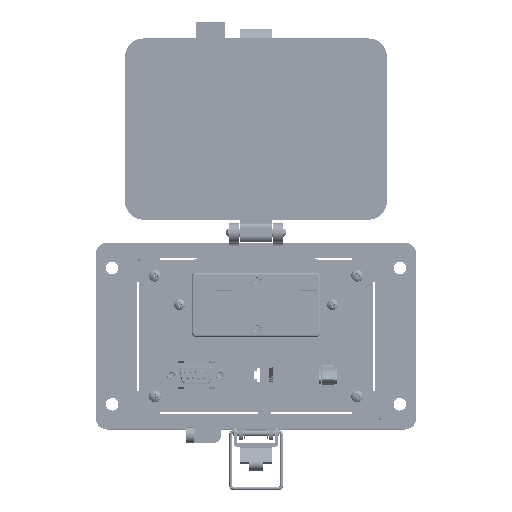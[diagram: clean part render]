
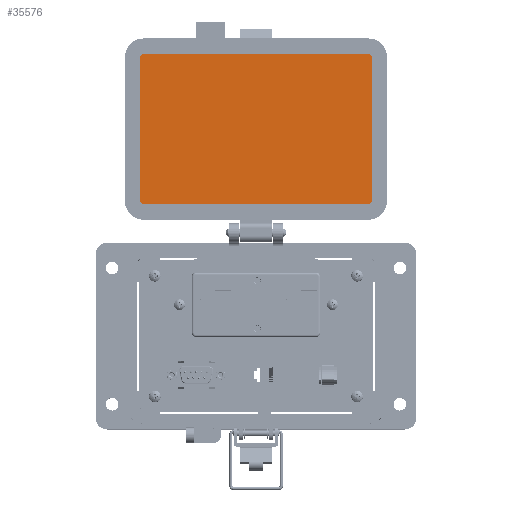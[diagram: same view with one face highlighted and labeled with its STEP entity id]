
A CAD part, top view. The second image highlights one B-rep face of the part: STEP entity #35576.
In plain terms, the highlighted planar face has unit normal (0, 0, 1).
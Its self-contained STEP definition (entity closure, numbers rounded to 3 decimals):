
#282 = CARTESIAN_POINT ( 'NONE',  ( -57.72, 143.334, 8.694 ) ) ;
#1198 = EDGE_CURVE ( 'NONE', #35400, #110335, #111388, .T. ) ;
#5613 = CARTESIAN_POINT ( 'NONE',  ( -59.505, 143.334, 8.694 ) ) ;
#7787 = VERTEX_POINT ( 'NONE', #223596 ) ;
#11878 = VERTEX_POINT ( 'NONE', #116935 ) ;
#14486 = LINE ( 'NONE', #80515, #229026 ) ;
#24827 = LINE ( 'NONE', #242220, #55974 ) ;
#24929 = CARTESIAN_POINT ( 'NONE',  ( -57.72, 67.765, 8.694 ) ) ;
#34414 = ORIENTED_EDGE ( 'NONE', *, *, #125812, .F. ) ;
#35400 = VERTEX_POINT ( 'NONE', #200364 ) ;
#35576 = ADVANCED_FACE ( 'NONE', ( #150581 ), #70482, .T. ) ;
#37183 = DIRECTION ( 'NONE',  ( 0., 0., -1. ) ) ;
#41419 = VERTEX_POINT ( 'NONE', #160582 ) ;
#54446 = DIRECTION ( 'NONE',  ( 0., -1., 0. ) ) ;
#54668 = DIRECTION ( 'NONE',  ( 0., -1., 0. ) ) ;
#55560 = ORIENTED_EDGE ( 'NONE', *, *, #224692, .F. ) ;
#55974 = VECTOR ( 'NONE', #240941, 1000. ) ;
#58171 = AXIS2_PLACEMENT_3D ( 'NONE', #171493, #148646, #54446 ) ;
#62941 = VERTEX_POINT ( 'NONE', #242734 ) ;
#70482 = PLANE ( 'NONE',  #149063 ) ;
#77222 = EDGE_CURVE ( 'NONE', #82778, #135264, #159751, .T. ) ;
#80515 = CARTESIAN_POINT ( 'NONE',  ( 59.502, 69.55, 8.694 ) ) ;
#82778 = VERTEX_POINT ( 'NONE', #237390 ) ;
#87497 = AXIS2_PLACEMENT_3D ( 'NONE', #247995, #152606, #54668 ) ;
#90805 = DIRECTION ( 'NONE',  ( 0., 0., 1. ) ) ;
#95459 = CARTESIAN_POINT ( 'NONE',  ( 57.717, 67.765, 8.694 ) ) ;
#95534 = ORIENTED_EDGE ( 'NONE', *, *, #242803, .F. ) ;
#96430 = EDGE_LOOP ( 'NONE', ( #112827, #34414, #95534, #55560, #244570, #101182, #172257, #163739 ) ) ;
#97693 = CARTESIAN_POINT ( 'NONE',  ( 57.717, 69.55, 8.694 ) ) ;
#98340 = DIRECTION ( 'NONE',  ( 0., -1., 0. ) ) ;
#101026 = DIRECTION ( 'NONE',  ( 0., 1., 0. ) ) ;
#101182 = ORIENTED_EDGE ( 'NONE', *, *, #118344, .F. ) ;
#103570 = CARTESIAN_POINT ( 'NONE',  ( 59.502, 143.334, 8.694 ) ) ;
#110335 = VERTEX_POINT ( 'NONE', #95459 ) ;
#111244 = CIRCLE ( 'NONE', #131557, 1.785 ) ;
#111388 = CIRCLE ( 'NONE', #200783, 1.785 ) ;
#112386 = CARTESIAN_POINT ( 'NONE',  ( -30.745, 145.119, 8.694 ) ) ;
#112827 = ORIENTED_EDGE ( 'NONE', *, *, #158724, .F. ) ;
#114768 = DIRECTION ( 'NONE',  ( 0., -1., 0. ) ) ;
#116935 = CARTESIAN_POINT ( 'NONE',  ( -57.72, 67.765, 8.694 ) ) ;
#118344 = EDGE_CURVE ( 'NONE', #135264, #35400, #14486, .T. ) ;
#125812 = EDGE_CURVE ( 'NONE', #62941, #41419, #160840, .T. ) ;
#127552 = VECTOR ( 'NONE', #216966, 1000. ) ;
#128422 = EDGE_CURVE ( 'NONE', #7787, #82778, #24827, .T. ) ;
#131557 = AXIS2_PLACEMENT_3D ( 'NONE', #282, #37183, #114768 ) ;
#135264 = VERTEX_POINT ( 'NONE', #103570 ) ;
#148093 = DIRECTION ( 'NONE',  ( 0., -1., 0. ) ) ;
#148646 = DIRECTION ( 'NONE',  ( 0., 0., -1. ) ) ;
#149063 = AXIS2_PLACEMENT_3D ( 'NONE', #112386, #90805, #148093 ) ;
#150581 = FACE_OUTER_BOUND ( 'NONE', #96430, .T. ) ;
#152606 = DIRECTION ( 'NONE',  ( 0., 0., -1. ) ) ;
#157511 = DIRECTION ( 'NONE',  ( 0., 0., -1. ) ) ;
#158724 = EDGE_CURVE ( 'NONE', #41419, #7787, #111244, .T. ) ;
#159751 = CIRCLE ( 'NONE', #58171, 1.785 ) ;
#159768 = LINE ( 'NONE', #24929, #127552 ) ;
#160582 = CARTESIAN_POINT ( 'NONE',  ( -59.505, 143.334, 8.694 ) ) ;
#160840 = LINE ( 'NONE', #5613, #250429 ) ;
#163739 = ORIENTED_EDGE ( 'NONE', *, *, #128422, .F. ) ;
#171493 = CARTESIAN_POINT ( 'NONE',  ( 57.717, 143.334, 8.694 ) ) ;
#172257 = ORIENTED_EDGE ( 'NONE', *, *, #77222, .F. ) ;
#175351 = DIRECTION ( 'NONE',  ( 0., -1., 0. ) ) ;
#200364 = CARTESIAN_POINT ( 'NONE',  ( 59.502, 69.55, 8.694 ) ) ;
#200783 = AXIS2_PLACEMENT_3D ( 'NONE', #97693, #157511, #175351 ) ;
#216966 = DIRECTION ( 'NONE',  ( -1., 0., 0. ) ) ;
#217499 = CIRCLE ( 'NONE', #87497, 1.785 ) ;
#223596 = CARTESIAN_POINT ( 'NONE',  ( -57.72, 145.119, 8.694 ) ) ;
#224692 = EDGE_CURVE ( 'NONE', #110335, #11878, #159768, .T. ) ;
#229026 = VECTOR ( 'NONE', #98340, 1000. ) ;
#237390 = CARTESIAN_POINT ( 'NONE',  ( 57.717, 145.119, 8.694 ) ) ;
#240941 = DIRECTION ( 'NONE',  ( 1., 0., 0. ) ) ;
#242220 = CARTESIAN_POINT ( 'NONE',  ( 57.717, 145.119, 8.694 ) ) ;
#242734 = CARTESIAN_POINT ( 'NONE',  ( -59.505, 69.55, 8.694 ) ) ;
#242803 = EDGE_CURVE ( 'NONE', #11878, #62941, #217499, .T. ) ;
#244570 = ORIENTED_EDGE ( 'NONE', *, *, #1198, .F. ) ;
#247995 = CARTESIAN_POINT ( 'NONE',  ( -57.72, 69.55, 8.694 ) ) ;
#250429 = VECTOR ( 'NONE', #101026, 1000. ) ;
